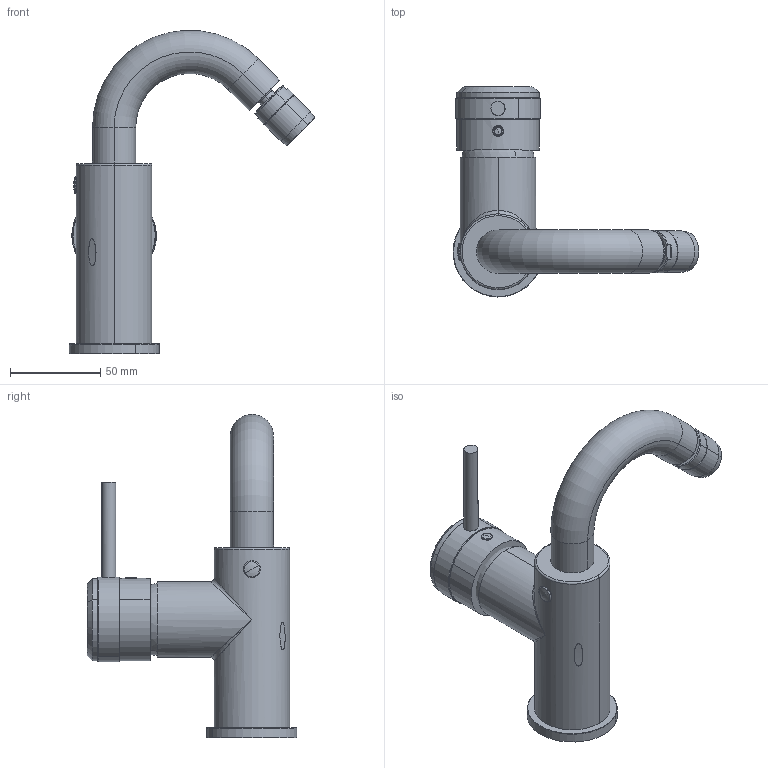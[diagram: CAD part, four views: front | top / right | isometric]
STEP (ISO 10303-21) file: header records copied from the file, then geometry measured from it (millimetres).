
FILE_DESCRIPTION(('CATIA V5 STEP Exchange','CAx-IF Rec.Pracs.--- Model Styling and Organization---1.5--- 2016-08-15','CAx-IF Rec.Pracs.---Supplemental Geometry---1.0---2011-11-01','CAx-IF Rec.Pracs.--- Composite Materials ---3.4---2017-06-13','CAx-IF Rec.Pracs.---Tessellated 3D Geometry---1.0---2015-12-17'),'2;1');
FILE_NAME('CR002565xx - rendering.stp','2024-01-31T13:39:33+00:00',('none'),('none'),'CATIA Version 5-6 Release 2020 SP2','CATIA V5 STEP AP242 v2','none');
FILE_SCHEMA(('AP242_MANAGED_MODEL_BASED_3D_ENGINEERING_MIM_LF {1 0 10303 442 1 1 4}'));
Length unit declared in the file: millimetre
Products named in the file (1): Product1_AllCATPart
Bounding box: 136.49 x 116.49 x 179.42 mm (x, y, z)
Volume: 80539.9 mm3; surface area: 70699.6 mm2
Topology: 10 solids, 247 shells, 670 faces, 2632 edges, 2152 vertices
Faces by surface type: plane 272, cylinder 209, cone 134, torus 32, bspline 15, sphere 8
Entity records: 28864 total; most frequent: CARTESIAN_POINT 8370, ORIENTED_EDGE 3952, DIRECTION 3072, EDGE_CURVE 2620, VERTEX_POINT 2152, AXIS2_PLACEMENT_3D 1530, VECTOR 1139, LINE 1139
